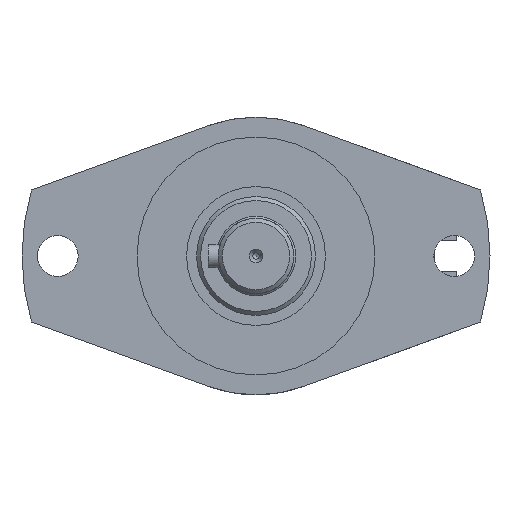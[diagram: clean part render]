
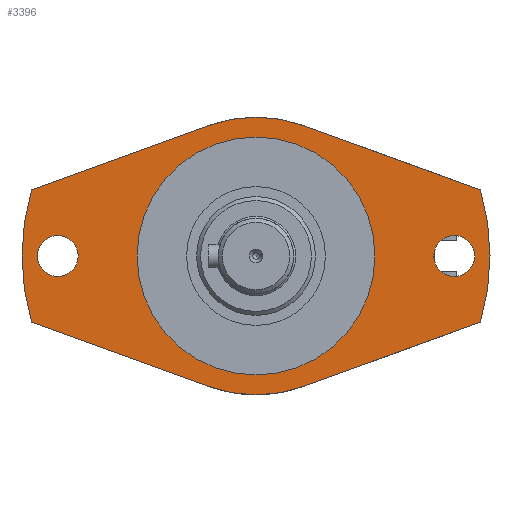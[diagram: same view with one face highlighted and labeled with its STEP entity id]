
A CAD part, left-side view. The second image highlights one B-rep face of the part: STEP entity #3396.
In plain terms, the highlighted planar face has unit normal (-1, 0, 0).
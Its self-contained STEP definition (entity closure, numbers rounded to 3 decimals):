
#275=LINE($,#5662,#513);
#278=LINE($,#5668,#516);
#282=LINE($,#5675,#520);
#285=LINE($,#5681,#523);
#513=VECTOR($,#4633,47.497);
#516=VECTOR($,#4638,47.497);
#520=VECTOR($,#4644,47.497);
#523=VECTOR($,#4649,47.497);
#676=PLANE($,#3739);
#801=FACE_BOUND($,#1277,.T.);
#802=FACE_BOUND($,#1278,.T.);
#803=FACE_BOUND($,#1279,.T.);
#804=FACE_BOUND($,#1280,.T.);
#1277=EDGE_LOOP($,(#2922));
#1278=EDGE_LOOP($,(#2923));
#1279=EDGE_LOOP($,(#2924));
#1280=EDGE_LOOP($,(#2925,#2926,#2927,#2928,#2929,#2930,#2931,#2932));
#1412=CIRCLE($,#3724,35.);
#1414=CIRCLE($,#3726,35.);
#1415=CIRCLE($,#3728,5.15);
#1417=CIRCLE($,#3731,5.15);
#1420=CIRCLE($,#3740,30.);
#1421=CIRCLE($,#3741,59.);
#1422=CIRCLE($,#3742,59.);
#1704=VERTEX_POINT($,#5635);
#1705=VERTEX_POINT($,#5637);
#1708=VERTEX_POINT($,#5643);
#1709=VERTEX_POINT($,#5645);
#1710=VERTEX_POINT($,#5649);
#1712=VERTEX_POINT($,#5654);
#1714=VERTEX_POINT($,#5659);
#1717=VERTEX_POINT($,#5667);
#1719=VERTEX_POINT($,#5673);
#1721=VERTEX_POINT($,#5678);
#1722=VERTEX_POINT($,#5685);
#2105=EDGE_CURVE($,#1705,#1704,#1412,.T.);
#2109=EDGE_CURVE($,#1709,#1708,#1414,.T.);
#2111=EDGE_CURVE($,#1710,#1710,#1415,.T.);
#2113=EDGE_CURVE($,#1712,#1712,#1417,.T.);
#2116=EDGE_CURVE($,#1708,#1714,#275,.T.);
#2119=EDGE_CURVE($,#1717,#1705,#278,.T.);
#2123=EDGE_CURVE($,#1704,#1719,#282,.T.);
#2126=EDGE_CURVE($,#1721,#1709,#285,.T.);
#2128=EDGE_CURVE($,#1722,#1722,#1420,.T.);
#2129=EDGE_CURVE($,#1717,#1714,#1421,.T.);
#2130=EDGE_CURVE($,#1721,#1719,#1422,.T.);
#2922=ORIENTED_EDGE($,*,*,#2111,.T.);
#2923=ORIENTED_EDGE($,*,*,#2113,.T.);
#2924=ORIENTED_EDGE($,*,*,#2128,.T.);
#2925=ORIENTED_EDGE($,*,*,#2126,.T.);
#2926=ORIENTED_EDGE($,*,*,#2109,.T.);
#2927=ORIENTED_EDGE($,*,*,#2116,.T.);
#2928=ORIENTED_EDGE($,*,*,#2129,.F.);
#2929=ORIENTED_EDGE($,*,*,#2119,.T.);
#2930=ORIENTED_EDGE($,*,*,#2105,.T.);
#2931=ORIENTED_EDGE($,*,*,#2123,.T.);
#2932=ORIENTED_EDGE($,*,*,#2130,.F.);
#3396=ADVANCED_FACE($,(#801,#802,#803,#804),#676,.T.);
#3724=AXIS2_PLACEMENT_3D($,#5638,#4609,#4610);
#3726=AXIS2_PLACEMENT_3D($,#5646,#4615,#4616);
#3728=AXIS2_PLACEMENT_3D($,#5650,#4620,#4621);
#3731=AXIS2_PLACEMENT_3D($,#5655,#4626,#4627);
#3739=AXIS2_PLACEMENT_3D($,#5684,#4654,#4655);
#3740=AXIS2_PLACEMENT_3D($,#5686,#4656,#4657);
#3741=AXIS2_PLACEMENT_3D($,#5687,#4658,#4659);
#3742=AXIS2_PLACEMENT_3D($,#5688,#4660,#4661);
#4609=DIRECTION('center_axis',(-1.,0.,0.));
#4610=DIRECTION('ref_axis',(0.,0.342,-0.94));
#4615=DIRECTION('center_axis',(-1.,0.,0.));
#4616=DIRECTION('ref_axis',(0.,-0.342,0.94));
#4620=DIRECTION('center_axis',(1.,0.,0.));
#4621=DIRECTION('ref_axis',(0.,0.,
-1.));
#4626=DIRECTION('center_axis',(1.,0.,0.));
#4627=DIRECTION('ref_axis',(0.,0.,
-1.));
#4633=DIRECTION($,(0.,-0.94,0.342));
#4638=DIRECTION($,(0.,0.94,0.342));
#4644=DIRECTION($,(0.,0.94,-0.342));
#4649=DIRECTION($,(0.,-0.94,-0.342));
#4654=DIRECTION('center_axis',(-1.,0.,0.));
#4655=DIRECTION('ref_axis',(0.,0.,1.));
#4656=DIRECTION('center_axis',(1.,0.,0.));
#4657=DIRECTION('ref_axis',(0.,1.,0.));
#4658=DIRECTION('center_axis',(1.,0.,0.));
#4659=DIRECTION('ref_axis',(0.,1.,0.));
#4660=DIRECTION('center_axis',(1.,0.,0.));
#4661=DIRECTION('ref_axis',(0.,1.,0.));
#5635=CARTESIAN_POINT('',(47.,11.971,32.889));
#5637=CARTESIAN_POINT('',(47.,-11.971,32.889));
#5638=CARTESIAN_POINT('Origin',(47.,0.,0.));
#5643=CARTESIAN_POINT('',(47.,-11.971,-32.889));
#5645=CARTESIAN_POINT('',(47.,11.971,-32.889));
#5646=CARTESIAN_POINT('Origin',(47.,0.,0.));
#5649=CARTESIAN_POINT('',(47.,-50.,5.15));
#5650=CARTESIAN_POINT('Origin',(47.,-50.,0.));
#5654=CARTESIAN_POINT('',(47.,50.,5.15));
#5655=CARTESIAN_POINT('Origin',(47.,50.,0.));
#5659=CARTESIAN_POINT('',(47.,-56.604,-16.644));
#5662=CARTESIAN_POINT($,(47.,7.677,-40.04));
#5667=CARTESIAN_POINT('',(47.,-56.604,16.644));
#5668=CARTESIAN_POINT($,(47.,-37.505,23.596));
#5673=CARTESIAN_POINT('',(47.,56.604,16.644));
#5675=CARTESIAN_POINT($,(47.,31.618,25.738));
#5678=CARTESIAN_POINT('',(47.,56.604,-16.644));
#5681=CARTESIAN_POINT($,(47.,76.799,-9.294));
#5684=CARTESIAN_POINT('Origin',(47.,44.5,0.));
#5685=CARTESIAN_POINT('',(47.,30.,0.));
#5686=CARTESIAN_POINT('Origin',(47.,0.,0.));
#5687=CARTESIAN_POINT('Origin',(47.,0.,0.));
#5688=CARTESIAN_POINT('Origin',(47.,0.,0.));
